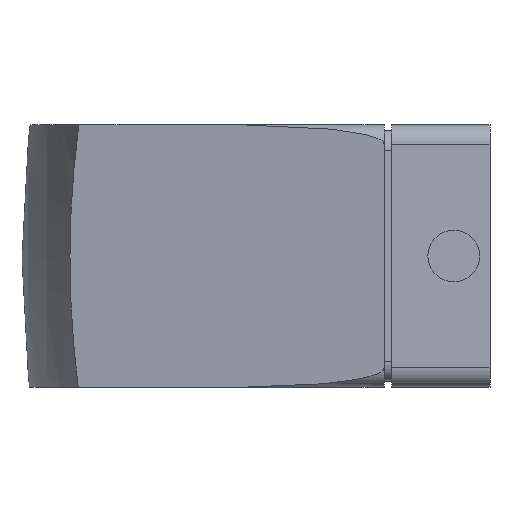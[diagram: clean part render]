
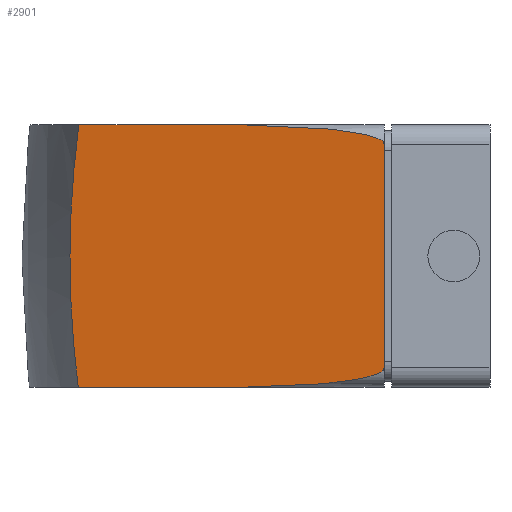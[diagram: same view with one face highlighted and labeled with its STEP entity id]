
A CAD part, left-side view. The second image highlights one B-rep face of the part: STEP entity #2901.
In plain terms, the highlighted planar face has unit normal (-0.991, 0.134, 0).
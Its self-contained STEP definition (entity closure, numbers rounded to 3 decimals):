
#255 = CIRCLE ( 'NONE', #256, 165.382 ) ;
#256 = AXIS2_PLACEMENT_3D ( 'NONE', #1970, #1971, #1972 ) ;
#257 = VECTOR ( 'NONE', #1974, 1000. ) ;
#335 = VECTOR ( 'NONE', #2128, 1000. ) ;
#346 = VECTOR ( 'NONE', #2155, 1000. ) ;
#507 = AXIS2_PLACEMENT_3D ( 'NONE', #2549, #2550, #2551 ) ;
#665 = VERTEX_POINT ( 'NONE', #1676 ) ;
#667 = VERTEX_POINT ( 'NONE', #1678 ) ;
#669 = VERTEX_POINT ( 'NONE', #1680 ) ;
#670 = VERTEX_POINT ( 'NONE', #1681 ) ;
#672 = VERTEX_POINT ( 'NONE', #1683 ) ;
#673 = VERTEX_POINT ( 'NONE', #1684 ) ;
#1024 = ORIENTED_EDGE ( 'NONE', *, *, #2735, .T. ) ;
#1025 = ORIENTED_EDGE ( 'NONE', *, *, #2736, .T. ) ;
#1026 = ORIENTED_EDGE ( 'NONE', *, *, #2796, .F. ) ;
#1027 = ORIENTED_EDGE ( 'NONE', *, *, #2793, .T. ) ;
#1028 = ORIENTED_EDGE ( 'NONE', *, *, #2803, .F. ) ;
#1029 = ORIENTED_EDGE ( 'NONE', *, *, #2798, .F. ) ;
#1152 = EDGE_LOOP ( 'NONE', ( #1025, #1026, #1027, #1024, #1028, #1029 ) ) ;
#1334 = LINE ( 'NONE', #1973, #257 ) ;
#1367 = LINE ( 'NONE', #2127, #335 ) ;
#1372 = LINE ( 'NONE', #2154, #346 ) ;
#1507 = FACE_OUTER_BOUND ( 'NONE', #1152, .T. ) ;
#1676 = CARTESIAN_POINT ( 'NONE',  ( 3.2, 41.187, 0. ) ) ;
#1678 = CARTESIAN_POINT ( 'NONE',  ( 6.861, 68.229, 0. ) ) ;
#1680 = CARTESIAN_POINT ( 'NONE',  ( 0., 17.55, 3.2 ) ) ;
#1681 = CARTESIAN_POINT ( 'NONE',  ( 3.2, 41.187, 43.5 ) ) ;
#1683 = CARTESIAN_POINT ( 'NONE',  ( 0., 17.55, 40.3 ) ) ;
#1684 = CARTESIAN_POINT ( 'NONE',  ( 6.847, 68.127, 43.5 ) ) ;
#1970 = CARTESIAN_POINT ( 'NONE',  ( -15.141, -94.285, 21.362 ) ) ;
#1971 = DIRECTION ( 'NONE',  ( -0.991, 0.134, 0. ) ) ;
#1972 = DIRECTION ( 'NONE',  ( 0.134, 0.991, 0. ) ) ;
#1973 = CARTESIAN_POINT ( 'NONE',  ( 0., 17.55, 3.2 ) ) ;
#1974 = DIRECTION ( 'NONE',  ( 0., 0., 1. ) ) ;
#2127 = CARTESIAN_POINT ( 'NONE',  ( 0., 17.55, 43.5 ) ) ;
#2128 = DIRECTION ( 'NONE',  ( 0.134, 0.991, 0. ) ) ;
#2134 = CARTESIAN_POINT ( 'NONE',  ( 3.2, 41.187, 43.5 ) ) ;
#2135 = CARTESIAN_POINT ( 'NONE',  ( 1.325, 27.341, 43.5 ) ) ;
#2136 = CARTESIAN_POINT ( 'NONE',  ( 0., 17.55, 42.175 ) ) ;
#2137 = CARTESIAN_POINT ( 'NONE',  ( 0., 17.55, 40.3 ) ) ;
#2141 = CARTESIAN_POINT ( 'NONE',  ( 0., 17.55, 3.2 ) ) ;
#2142 = CARTESIAN_POINT ( 'NONE',  ( 0., 17.55, 1.325 ) ) ;
#2143 = CARTESIAN_POINT ( 'NONE',  ( 1.325, 27.341, 0. ) ) ;
#2144 = CARTESIAN_POINT ( 'NONE',  ( 3.2, 41.187, 0. ) ) ;
#2154 = CARTESIAN_POINT ( 'NONE',  ( 0., 17.55, 0. ) ) ;
#2155 = DIRECTION ( 'NONE',  ( 0.134, 0.991, 0. ) ) ;
#2548 = PLANE ( 'NONE',  #507 ) ;
#2549 = CARTESIAN_POINT ( 'NONE',  ( 0., 17.55, 0. ) ) ;
#2550 = DIRECTION ( 'NONE',  ( 0.991, -0.134, 0. ) ) ;
#2551 = DIRECTION ( 'NONE',  ( 0.134, 0.991, 0. ) ) ;
#2669 =( BOUNDED_CURVE ( )  B_SPLINE_CURVE ( 3, ( #2134, #2135, #2136, #2137 ),
 .UNSPECIFIED., .F., .T. ) 
 B_SPLINE_CURVE_WITH_KNOTS ( ( 4, 4 ),
 ( 4.712, 6.283 ),
 .UNSPECIFIED. ) 
 CURVE ( )  GEOMETRIC_REPRESENTATION_ITEM ( )  RATIONAL_B_SPLINE_CURVE ( ( 1., 0.805, 0.805, 1. ) ) 
 REPRESENTATION_ITEM ( '' )  );
#2670 =( BOUNDED_CURVE ( )  B_SPLINE_CURVE ( 3, ( #2141, #2142, #2143, #2144 ),
 .UNSPECIFIED., .F., .T. ) 
 B_SPLINE_CURVE_WITH_KNOTS ( ( 4, 4 ),
 ( 0., 1.571 ),
 .UNSPECIFIED. ) 
 CURVE ( )  GEOMETRIC_REPRESENTATION_ITEM ( )  RATIONAL_B_SPLINE_CURVE ( ( 1., 0.805, 0.805, 1. ) ) 
 REPRESENTATION_ITEM ( '' )  );
#2735 = EDGE_CURVE ( 'NONE', #673, #667, #255, .T. ) ;
#2736 = EDGE_CURVE ( 'NONE', #669, #672, #1334, .T. ) ;
#2793 = EDGE_CURVE ( 'NONE', #670, #673, #1367, .T. ) ;
#2796 = EDGE_CURVE ( 'NONE', #670, #672, #2669, .T. ) ;
#2798 = EDGE_CURVE ( 'NONE', #669, #665, #2670, .T. ) ;
#2803 = EDGE_CURVE ( 'NONE', #665, #667, #1372, .T. ) ;
#2901 = ADVANCED_FACE ( 'NONE', ( #1507 ), #2548, .F. ) ;
